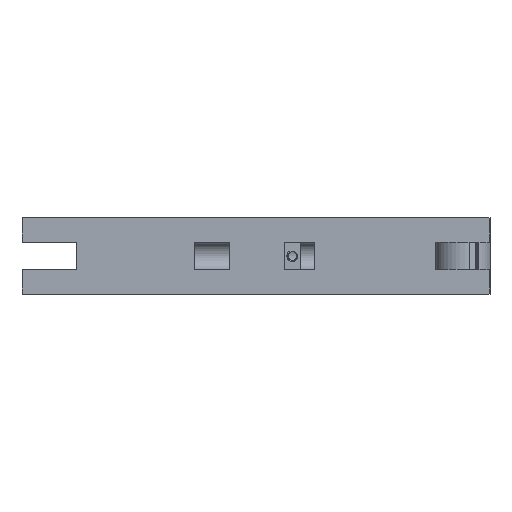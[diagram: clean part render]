
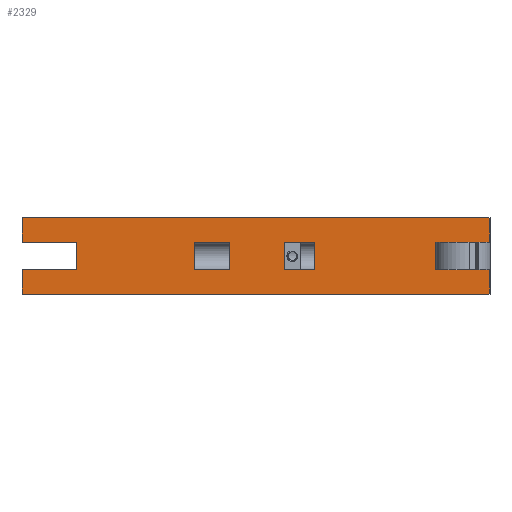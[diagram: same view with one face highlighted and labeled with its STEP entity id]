
A CAD part, top view. The second image highlights one B-rep face of the part: STEP entity #2329.
In plain terms, the highlighted planar face has unit normal (0, 0, 1).
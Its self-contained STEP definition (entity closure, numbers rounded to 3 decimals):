
#16=FACE_BOUND('',#315,.T.);
#17=FACE_BOUND('',#316,.T.);
#35=PLANE('',#2486);
#188=FACE_OUTER_BOUND('',#314,.T.);
#314=EDGE_LOOP('',(#1798,#1799,#1800,#1801,#1802,#1803,#1804,#1805,#1806,
#1807,#1808,#1809));
#315=EDGE_LOOP('',(#1810,#1811,#1812,#1813));
#316=EDGE_LOOP('',(#1814,#1815,#1816,#1817));
#579=LINE('',#5762,#771);
#586=LINE('',#5777,#778);
#587=LINE('',#5779,#779);
#588=LINE('',#5781,#780);
#589=LINE('',#5783,#781);
#590=LINE('',#5785,#782);
#591=LINE('',#5787,#783);
#592=LINE('',#5789,#784);
#593=LINE('',#5791,#785);
#594=LINE('',#5793,#786);
#595=LINE('',#5795,#787);
#596=LINE('',#5797,#788);
#597=LINE('',#5798,#789);
#598=LINE('',#5800,#790);
#599=LINE('',#5802,#791);
#600=LINE('',#5803,#792);
#601=LINE('',#5806,#793);
#602=LINE('',#5808,#794);
#603=LINE('',#5810,#795);
#604=LINE('',#5811,#796);
#771=VECTOR('',#2793,10.);
#778=VECTOR('',#2804,10.);
#779=VECTOR('',#2805,10.);
#780=VECTOR('',#2806,10.);
#781=VECTOR('',#2807,10.);
#782=VECTOR('',#2808,10.);
#783=VECTOR('',#2809,10.);
#784=VECTOR('',#2810,10.);
#785=VECTOR('',#2811,10.);
#786=VECTOR('',#2812,10.);
#787=VECTOR('',#2813,10.);
#788=VECTOR('',#2814,10.);
#789=VECTOR('',#2815,10.);
#790=VECTOR('',#2816,10.);
#791=VECTOR('',#2817,10.);
#792=VECTOR('',#2818,10.);
#793=VECTOR('',#2819,10.);
#794=VECTOR('',#2820,10.);
#795=VECTOR('',#2821,10.);
#796=VECTOR('',#2822,10.);
#1033=VERTEX_POINT('',#5760);
#1034=VERTEX_POINT('',#5761);
#1039=VERTEX_POINT('',#5775);
#1040=VERTEX_POINT('',#5776);
#1041=VERTEX_POINT('',#5778);
#1042=VERTEX_POINT('',#5780);
#1043=VERTEX_POINT('',#5782);
#1044=VERTEX_POINT('',#5784);
#1045=VERTEX_POINT('',#5786);
#1046=VERTEX_POINT('',#5788);
#1047=VERTEX_POINT('',#5790);
#1048=VERTEX_POINT('',#5792);
#1049=VERTEX_POINT('',#5794);
#1050=VERTEX_POINT('',#5796);
#1051=VERTEX_POINT('',#5799);
#1052=VERTEX_POINT('',#5801);
#1053=VERTEX_POINT('',#5804);
#1054=VERTEX_POINT('',#5805);
#1055=VERTEX_POINT('',#5807);
#1056=VERTEX_POINT('',#5809);
#1323=EDGE_CURVE('',#1033,#1034,#579,.T.);
#1330=EDGE_CURVE('',#1039,#1040,#586,.T.);
#1331=EDGE_CURVE('',#1040,#1041,#587,.T.);
#1332=EDGE_CURVE('',#1041,#1042,#588,.T.);
#1333=EDGE_CURVE('',#1042,#1043,#589,.T.);
#1334=EDGE_CURVE('',#1044,#1043,#590,.T.);
#1335=EDGE_CURVE('',#1045,#1044,#591,.T.);
#1336=EDGE_CURVE('',#1045,#1046,#592,.T.);
#1337=EDGE_CURVE('',#1046,#1047,#593,.T.);
#1338=EDGE_CURVE('',#1047,#1048,#594,.T.);
#1339=EDGE_CURVE('',#1049,#1048,#595,.T.);
#1340=EDGE_CURVE('',#1050,#1049,#596,.T.);
#1341=EDGE_CURVE('',#1050,#1039,#597,.T.);
#1342=EDGE_CURVE('',#1034,#1051,#598,.T.);
#1343=EDGE_CURVE('',#1051,#1052,#599,.T.);
#1344=EDGE_CURVE('',#1052,#1033,#600,.T.);
#1345=EDGE_CURVE('',#1053,#1054,#601,.T.);
#1346=EDGE_CURVE('',#1054,#1055,#602,.T.);
#1347=EDGE_CURVE('',#1055,#1056,#603,.T.);
#1348=EDGE_CURVE('',#1056,#1053,#604,.T.);
#1798=ORIENTED_EDGE('',*,*,#1330,.T.);
#1799=ORIENTED_EDGE('',*,*,#1331,.T.);
#1800=ORIENTED_EDGE('',*,*,#1332,.T.);
#1801=ORIENTED_EDGE('',*,*,#1333,.T.);
#1802=ORIENTED_EDGE('',*,*,#1334,.F.);
#1803=ORIENTED_EDGE('',*,*,#1335,.F.);
#1804=ORIENTED_EDGE('',*,*,#1336,.T.);
#1805=ORIENTED_EDGE('',*,*,#1337,.T.);
#1806=ORIENTED_EDGE('',*,*,#1338,.T.);
#1807=ORIENTED_EDGE('',*,*,#1339,.F.);
#1808=ORIENTED_EDGE('',*,*,#1340,.F.);
#1809=ORIENTED_EDGE('',*,*,#1341,.T.);
#1810=ORIENTED_EDGE('',*,*,#1342,.T.);
#1811=ORIENTED_EDGE('',*,*,#1343,.T.);
#1812=ORIENTED_EDGE('',*,*,#1344,.T.);
#1813=ORIENTED_EDGE('',*,*,#1323,.T.);
#1814=ORIENTED_EDGE('',*,*,#1345,.T.);
#1815=ORIENTED_EDGE('',*,*,#1346,.T.);
#1816=ORIENTED_EDGE('',*,*,#1347,.T.);
#1817=ORIENTED_EDGE('',*,*,#1348,.T.);
#2329=ADVANCED_FACE('',(#188,#16,#17),#35,.T.);
#2486=AXIS2_PLACEMENT_3D('',#5774,#2802,#2803);
#2793=DIRECTION('',(0.,1.,0.));
#2802=DIRECTION('center_axis',(0.,0.,1.));
#2803=DIRECTION('ref_axis',(1.,0.,0.));
#2804=DIRECTION('',(-1.,0.,0.));
#2805=DIRECTION('',(0.,1.,0.));
#2806=DIRECTION('',(1.,0.,0.));
#2807=DIRECTION('',(0.,1.,0.));
#2808=DIRECTION('',(1.,0.,0.));
#2809=DIRECTION('',(0.,1.,0.));
#2810=DIRECTION('',(1.,0.,0.));
#2811=DIRECTION('',(0.,-1.,0.));
#2812=DIRECTION('',(-1.,0.,0.));
#2813=DIRECTION('',(0.,1.,0.));
#2814=DIRECTION('',(-1.,0.,0.));
#2815=DIRECTION('',(0.,1.,0.));
#2816=DIRECTION('',(1.,0.,0.));
#2817=DIRECTION('',(0.,-1.,0.));
#2818=DIRECTION('',(-1.,0.,0.));
#2819=DIRECTION('',(-1.,0.,0.));
#2820=DIRECTION('',(0.,1.,0.));
#2821=DIRECTION('',(1.,0.,0.));
#2822=DIRECTION('',(0.,-1.,0.));
#5760=CARTESIAN_POINT('',(48.,4.5,27.));
#5761=CARTESIAN_POINT('',(48.,9.5,27.));
#5762=CARTESIAN_POINT('',(48.,2.25,27.));
#5774=CARTESIAN_POINT('Origin',(0.,0.,27.));
#5775=CARTESIAN_POINT('',(85.6,4.5,27.));
#5776=CARTESIAN_POINT('',(75.6,4.5,27.));
#5777=CARTESIAN_POINT('',(37.8,4.5,27.));
#5778=CARTESIAN_POINT('',(75.6,9.5,27.));
#5779=CARTESIAN_POINT('',(75.6,4.75,27.));
#5780=CARTESIAN_POINT('',(85.6,9.5,27.));
#5781=CARTESIAN_POINT('',(42.8,9.5,27.));
#5782=CARTESIAN_POINT('',(85.6,14.,27.));
#5783=CARTESIAN_POINT('',(85.6,0.,27.));
#5784=CARTESIAN_POINT('',(0.,14.,27.));
#5785=CARTESIAN_POINT('',(85.6,14.,27.));
#5786=CARTESIAN_POINT('',(0.,9.5,27.));
#5787=CARTESIAN_POINT('',(0.,0.,27.));
#5788=CARTESIAN_POINT('',(10.,9.5,27.));
#5789=CARTESIAN_POINT('',(5.,9.5,27.));
#5790=CARTESIAN_POINT('',(10.,4.5,27.));
#5791=CARTESIAN_POINT('',(10.,2.25,27.));
#5792=CARTESIAN_POINT('',(0.,4.5,27.));
#5793=CARTESIAN_POINT('',(0.,4.5,27.));
#5794=CARTESIAN_POINT('',(0.,0.,27.));
#5795=CARTESIAN_POINT('',(0.,0.,27.));
#5796=CARTESIAN_POINT('',(85.6,0.,27.));
#5797=CARTESIAN_POINT('',(85.6,0.,27.));
#5798=CARTESIAN_POINT('',(85.6,0.,27.));
#5799=CARTESIAN_POINT('',(53.5,9.5,27.));
#5800=CARTESIAN_POINT('',(24.5,9.5,27.));
#5801=CARTESIAN_POINT('',(53.5,4.5,27.));
#5802=CARTESIAN_POINT('',(53.5,4.75,27.));
#5803=CARTESIAN_POINT('',(24.5,4.5,27.));
#5804=CARTESIAN_POINT('',(38.,4.5,27.));
#5805=CARTESIAN_POINT('',(31.5,4.5,27.));
#5806=CARTESIAN_POINT('',(16.,4.5,27.));
#5807=CARTESIAN_POINT('',(31.5,9.5,27.));
#5808=CARTESIAN_POINT('',(31.5,2.25,27.));
#5809=CARTESIAN_POINT('',(38.,9.5,27.));
#5810=CARTESIAN_POINT('',(16.,9.5,27.));
#5811=CARTESIAN_POINT('',(38.,4.75,27.));
